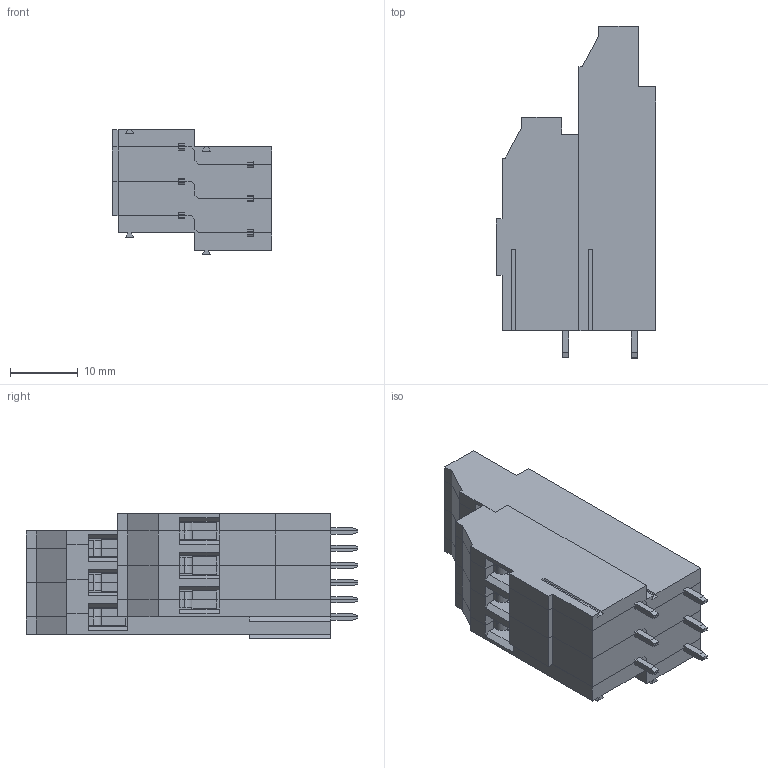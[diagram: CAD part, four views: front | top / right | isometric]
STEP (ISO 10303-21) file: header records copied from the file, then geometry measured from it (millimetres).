
FILE_DESCRIPTION( ( 'Unknown' ), '1' );
FILE_NAME( '691234510006.stp', 'Unknown', ( 'Unknown' ), ( 'Unknown' ), 'PSStep 18.0.17', 'Unknown', ' ' );
FILE_SCHEMA( ( 'AUTOMOTIVE_DESIGN { 1 0 10303 214 1 1 1 1 }' ) );
Length unit declared in the file: millimetre
Products named in the file (4): Assem1; MRT18P5.08V03_SX; MRT18P5.08V03_CNT; MRT18P5.08V03_DX
Assembly tree (4 placements, depth 2):
  Assem1
    MRT18P5.08V03_SX
    MRT18P5.08V03_CNT  x2
    MRT18P5.08V03_DX
Bounding box: 23.55 x 49 x 18.38 mm (x, y, z)
Volume: 11649.7 mm3; surface area: 9920.3 mm2
Topology: 4 solids, 4 shells, 407 faces, 1187 edges, 788 vertices
Faces by surface type: plane 383, cylinder 24
Entity records: 11573 total; most frequent: CARTESIAN_POINT 1665, ORIENTED_EDGE 1654, DIRECTION 1453, EDGE_CURVE 827, LINE 779, VECTOR 779, VERTEX_POINT 549, AXIS2_PLACEMENT_3D 337
